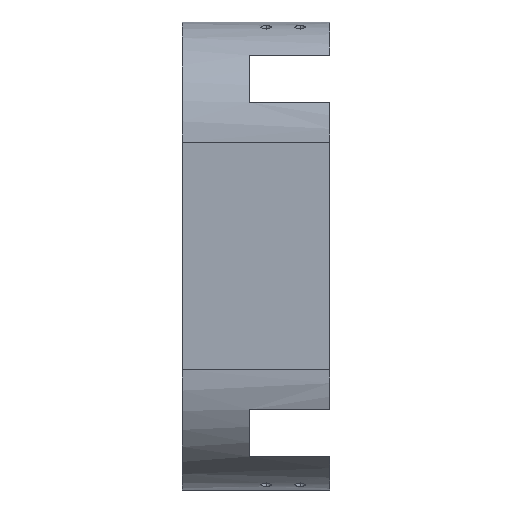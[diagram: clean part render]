
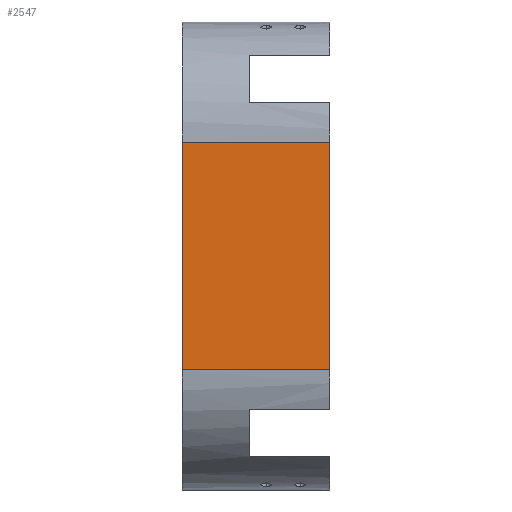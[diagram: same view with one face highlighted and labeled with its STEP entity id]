
A CAD part, left-side view. The second image highlights one B-rep face of the part: STEP entity #2547.
In plain terms, the highlighted planar face has unit normal (-1, 0, 0).
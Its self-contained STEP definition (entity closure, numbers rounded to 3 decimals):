
#102 = CARTESIAN_POINT ( 'NONE',  ( -128., 44., 34. ) ) ;
#288 = ORIENTED_EDGE ( 'NONE', *, *, #1714, .T. ) ;
#664 = VERTEX_POINT ( 'NONE', #2855 ) ;
#756 = EDGE_CURVE ( 'NONE', #4061, #4311, #5585, .T. ) ;
#778 = DIRECTION ( 'NONE',  ( 0., 0., 1. ) ) ;
#1021 = VERTEX_POINT ( 'NONE', #102 ) ;
#1335 = VECTOR ( 'NONE', #778, 1000. ) ;
#1449 = ORIENTED_EDGE ( 'NONE', *, *, #756, .T. ) ;
#1529 = FACE_OUTER_BOUND ( 'NONE', #4408, .T. ) ;
#1637 = EDGE_CURVE ( 'NONE', #664, #1021, #2618, .T. ) ;
#1714 = EDGE_CURVE ( 'NONE', #664, #4061, #3113, .T. ) ;
#1814 = AXIS2_PLACEMENT_3D ( 'NONE', #4747, #5756, #6367 ) ;
#1971 = LINE ( 'NONE', #3611, #5371 ) ;
#2043 = DIRECTION ( 'NONE',  ( 0., 0., 1. ) ) ;
#2053 = VECTOR ( 'NONE', #2542, 1000. ) ;
#2542 = DIRECTION ( 'NONE',  ( 0., -1., 0. ) ) ;
#2547 = ADVANCED_FACE ( 'NONE', ( #1529 ), #6992, .F. ) ;
#2618 = LINE ( 'NONE', #4803, #4214 ) ;
#2855 = CARTESIAN_POINT ( 'NONE',  ( -128., 44., -34. ) ) ;
#3113 = LINE ( 'NONE', #6336, #2053 ) ;
#3282 = EDGE_CURVE ( 'NONE', #4311, #1021, #1971, .T. ) ;
#3394 = CARTESIAN_POINT ( 'NONE',  ( -128., 0., 34. ) ) ;
#3611 = CARTESIAN_POINT ( 'NONE',  ( -128., 4., 34. ) ) ;
#4061 = VERTEX_POINT ( 'NONE', #6019 ) ;
#4087 = ORIENTED_EDGE ( 'NONE', *, *, #3282, .T. ) ;
#4214 = VECTOR ( 'NONE', #2043, 1000. ) ;
#4311 = VERTEX_POINT ( 'NONE', #3394 ) ;
#4408 = EDGE_LOOP ( 'NONE', ( #1449, #4087, #5887, #288 ) ) ;
#4747 = CARTESIAN_POINT ( 'NONE',  ( -128., 4., -70. ) ) ;
#4803 = CARTESIAN_POINT ( 'NONE',  ( -128., 44., -34. ) ) ;
#5371 = VECTOR ( 'NONE', #5884, 1000. ) ;
#5585 = LINE ( 'NONE', #6218, #1335 ) ;
#5756 = DIRECTION ( 'NONE',  ( 1., 0., 0. ) ) ;
#5884 = DIRECTION ( 'NONE',  ( 0., 1., 0. ) ) ;
#5887 = ORIENTED_EDGE ( 'NONE', *, *, #1637, .F. ) ;
#6019 = CARTESIAN_POINT ( 'NONE',  ( -128., 0., -34. ) ) ;
#6218 = CARTESIAN_POINT ( 'NONE',  ( -128., 0., -70. ) ) ;
#6336 = CARTESIAN_POINT ( 'NONE',  ( -128., 4., -34. ) ) ;
#6367 = DIRECTION ( 'NONE',  ( 0., 0., -1. ) ) ;
#6992 = PLANE ( 'NONE',  #1814 ) ;
